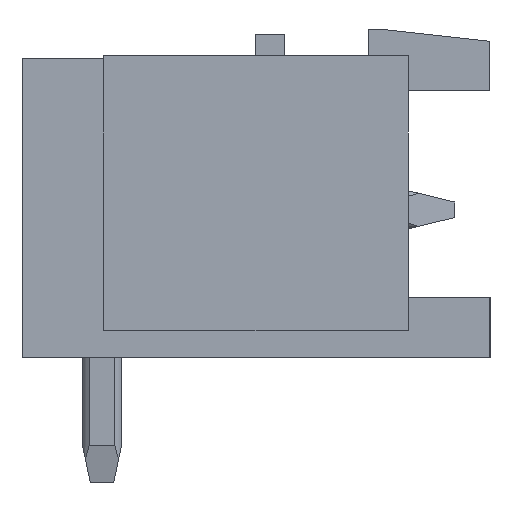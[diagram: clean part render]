
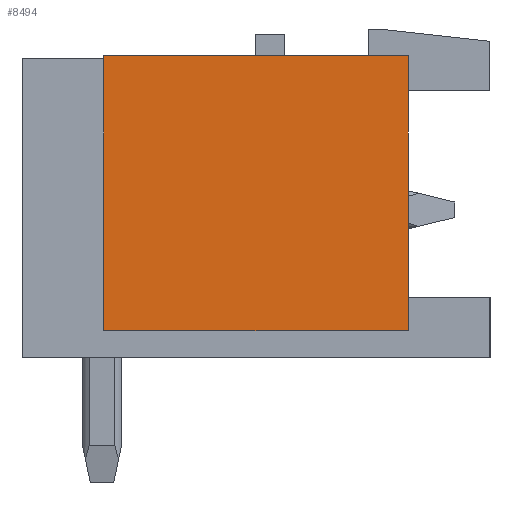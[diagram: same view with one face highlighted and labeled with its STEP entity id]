
A CAD part, left-side view. The second image highlights one B-rep face of the part: STEP entity #8494.
In plain terms, the highlighted planar face has unit normal (-1, 0, 0).
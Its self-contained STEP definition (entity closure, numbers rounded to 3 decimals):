
#8458=AXIS2_PLACEMENT_3D('Plane Axis2P3D',#8455,#8456,#8457) ;
#8455=CARTESIAN_POINT('Axis2P3D Location',(0.,2.1,0.)) ;
#8460=CARTESIAN_POINT('Line Origine',(0.,9.9,7.425)) ;
#8464=CARTESIAN_POINT('Vertex',(0.,9.9,3.9)) ;
#8466=CARTESIAN_POINT('Vertex',(0.,9.9,10.95)) ;
#8469=CARTESIAN_POINT('Line Origine',(0.,6.,3.9)) ;
#8473=CARTESIAN_POINT('Vertex',(0.,2.1,3.9)) ;
#8476=CARTESIAN_POINT('Line Origine',(0.,2.1,7.425)) ;
#8480=CARTESIAN_POINT('Vertex',(0.,2.1,10.95)) ;
#8483=CARTESIAN_POINT('Line Origine',(0.,6.,10.95)) ;
#8456=DIRECTION('Axis2P3D Direction',(1.,0.,0.)) ;
#8457=DIRECTION('Axis2P3D XDirection',(0.,1.,0.)) ;
#8461=DIRECTION('Vector Direction',(0.,0.,1.)) ;
#8470=DIRECTION('Vector Direction',(0.,1.,0.)) ;
#8477=DIRECTION('Vector Direction',(0.,0.,1.)) ;
#8484=DIRECTION('Vector Direction',(0.,1.,0.)) ;
#8462=VECTOR('Line Direction',#8461,1.) ;
#8471=VECTOR('Line Direction',#8470,1.) ;
#8478=VECTOR('Line Direction',#8477,1.) ;
#8485=VECTOR('Line Direction',#8484,1.) ;
#8489=ORIENTED_EDGE('',*,*,#8468,.F.) ;
#8490=ORIENTED_EDGE('',*,*,#8475,.T.) ;
#8491=ORIENTED_EDGE('',*,*,#8482,.T.) ;
#8492=ORIENTED_EDGE('',*,*,#8487,.F.) ;
#8494=ADVANCED_FACE('Housing',(#8493),#8459,.F.) ;
#8468=EDGE_CURVE('',#8465,#8467,#8463,.T.) ;
#8475=EDGE_CURVE('',#8465,#8474,#8472,.F.) ;
#8482=EDGE_CURVE('',#8474,#8481,#8479,.T.) ;
#8487=EDGE_CURVE('',#8467,#8481,#8486,.F.) ;
#8488=EDGE_LOOP('',(#8489,#8490,#8491,#8492)) ;
#8493=FACE_OUTER_BOUND('',#8488,.T.) ;
#8463=LINE('Line',#8460,#8462) ;
#8472=LINE('Line',#8469,#8471) ;
#8479=LINE('Line',#8476,#8478) ;
#8486=LINE('Line',#8483,#8485) ;
#8459=PLANE('',#8458) ;
#8465=VERTEX_POINT('',#8464) ;
#8467=VERTEX_POINT('',#8466) ;
#8474=VERTEX_POINT('',#8473) ;
#8481=VERTEX_POINT('',#8480) ;
